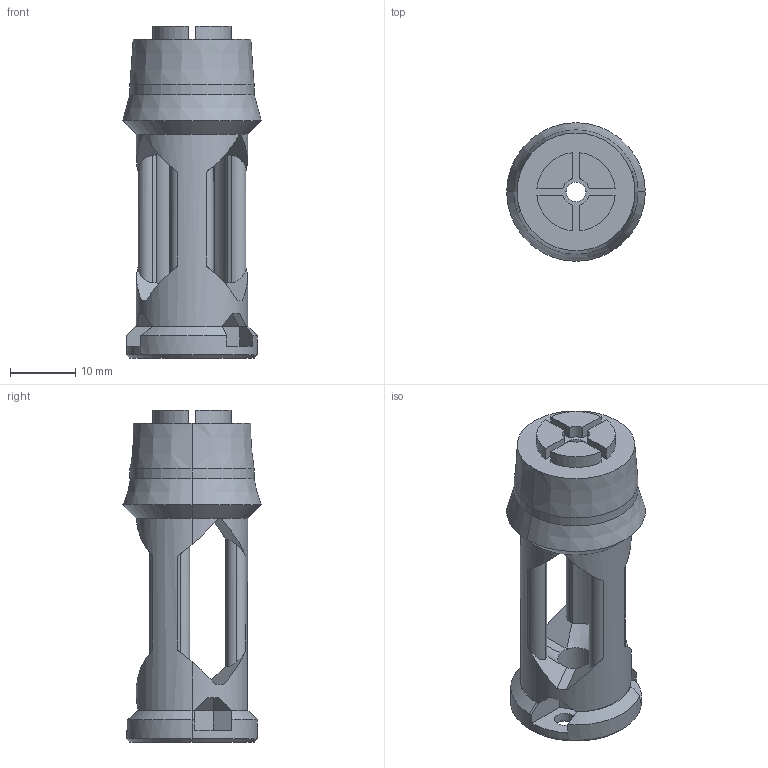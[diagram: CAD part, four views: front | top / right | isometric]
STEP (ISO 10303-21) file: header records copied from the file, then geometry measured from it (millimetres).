
FILE_DESCRIPTION (( 'STEP AP214' ), '1' );
FILE_NAME ('plunger.STEP', '2020-06-29T03:30:23', ( '' ), ( '' ), 'SwSTEP 2.0', 'SolidWorks 2016', '' );
FILE_SCHEMA (( 'AUTOMOTIVE_DESIGN' ));
Length unit declared in the file: millimetre
Products named in the file (1): plunger
Bounding box: 21.2 x 21.2 x 50.8 mm (x, y, z)
Volume: 6572.6 mm3; surface area: 4662.8 mm2
Topology: 1 solids, 1 shells, 131 faces, 338 edges, 207 vertices
Faces by surface type: plane 68, cylinder 37, cone 26
Entity records: 4167 total; most frequent: CARTESIAN_POINT 882, ORIENTED_EDGE 676, DIRECTION 633, EDGE_CURVE 338, AXIS2_PLACEMENT_3D 228, VERTEX_POINT 207, LINE 177, VECTOR 177
